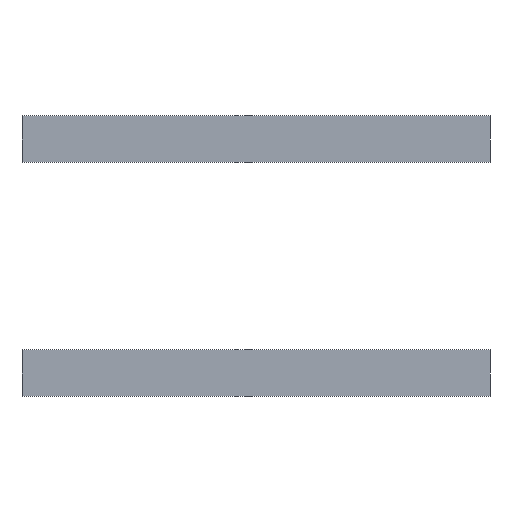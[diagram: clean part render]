
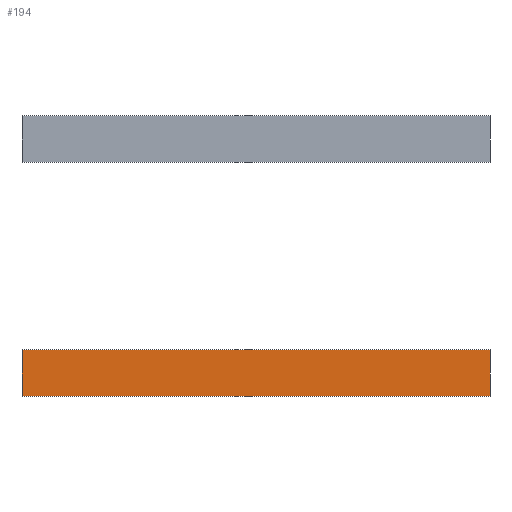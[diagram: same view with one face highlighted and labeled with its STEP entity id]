
A CAD part, front view. The second image highlights one B-rep face of the part: STEP entity #194.
In plain terms, the highlighted planar face has unit normal (0, -1, 0).
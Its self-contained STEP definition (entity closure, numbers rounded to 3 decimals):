
#22=FACE_OUTER_BOUND('',#34,.T.);
#34=EDGE_LOOP('',(#149,#150,#151,#152));
#41=LINE('',#282,#65);
#45=LINE('',#290,#69);
#48=LINE('',#296,#72);
#51=LINE('',#301,#75);
#65=VECTOR('',#232,10.);
#69=VECTOR('',#238,10.);
#72=VECTOR('',#243,10.);
#75=VECTOR('',#248,10.);
#89=VERTEX_POINT('',#280);
#90=VERTEX_POINT('',#281);
#93=VERTEX_POINT('',#289);
#95=VERTEX_POINT('',#295);
#105=EDGE_CURVE('',#89,#90,#41,.T.);
#109=EDGE_CURVE('',#90,#93,#45,.T.);
#112=EDGE_CURVE('',#93,#95,#48,.T.);
#115=EDGE_CURVE('',#95,#89,#51,.T.);
#149=ORIENTED_EDGE('',*,*,#115,.T.);
#150=ORIENTED_EDGE('',*,*,#105,.T.);
#151=ORIENTED_EDGE('',*,*,#109,.T.);
#152=ORIENTED_EDGE('',*,*,#112,.T.);
#182=PLANE('',#221);
#194=ADVANCED_FACE('',(#22),#182,.F.);
#221=AXIS2_PLACEMENT_3D('',#304,#252,#253);
#232=DIRECTION('',(0.,0.,-1.));
#238=DIRECTION('',(1.,0.,0.));
#243=DIRECTION('',(0.,0.,1.));
#248=DIRECTION('',(-1.,0.,0.));
#252=DIRECTION('center_axis',(0.,1.,0.));
#253=DIRECTION('ref_axis',(1.,0.,0.));
#280=CARTESIAN_POINT('',(0.,0.,10.));
#281=CARTESIAN_POINT('',(0.,0.,0.));
#282=CARTESIAN_POINT('',(0.,0.,10.));
#289=CARTESIAN_POINT('',(100.,0.,0.));
#290=CARTESIAN_POINT('',(0.,0.,0.));
#295=CARTESIAN_POINT('',(100.,0.,10.));
#296=CARTESIAN_POINT('',(100.,0.,0.));
#301=CARTESIAN_POINT('',(100.,0.,10.));
#304=CARTESIAN_POINT('Origin',(50.,0.,5.));
